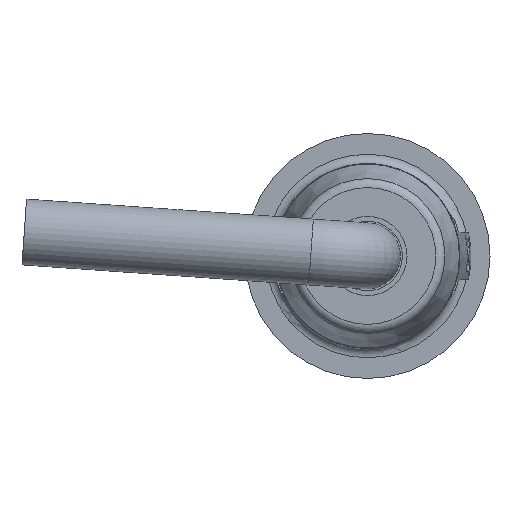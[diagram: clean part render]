
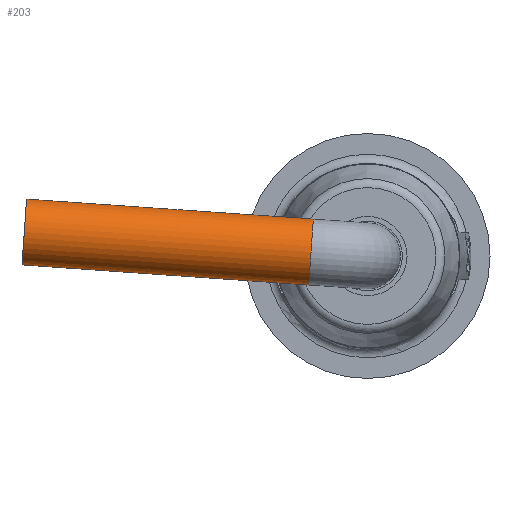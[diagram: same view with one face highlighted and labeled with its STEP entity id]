
A CAD part, front view. The second image highlights one B-rep face of the part: STEP entity #203.
In plain terms, the highlighted cylindrical face has radius 1.75 mm (diameter 3.5 mm), a full revolution.
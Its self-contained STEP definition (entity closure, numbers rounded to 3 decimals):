
#203=ADVANCED_FACE('',(#436,#437),#438,.T.);
#436=FACE_OUTER_BOUND('',#709,.T.);
#437=FACE_OUTER_BOUND('',#710,.T.);
#438=CYLINDRICAL_SURFACE('',#711,1.75);
#709=EDGE_LOOP('',(#1323));
#710=EDGE_LOOP('',(#1324));
#711=AXIS2_PLACEMENT_3D('',#1325,#1326,#1327);
#1323=ORIENTED_EDGE('',*,*,#1744,.F.);
#1324=ORIENTED_EDGE('',*,*,#1806,.T.);
#1325=CARTESIAN_POINT('',(-18.206,-26.851,1.272));
#1326=DIRECTION('',(0.998,0.,-0.07));
#1327=DIRECTION('',(0.,1.0,0.));
#1744=EDGE_CURVE('',#2047,#2047,#2048,.T.);
#1806=EDGE_CURVE('',#2137,#2137,#2138,.T.);
#2047=VERTEX_POINT('',#2870);
#2048=CIRCLE('',#2871,1.75);
#2137=VERTEX_POINT('',#3173);
#2138=CIRCLE('',#3174,1.75);
#2870=CARTESIAN_POINT('',(-18.206,-28.601,1.272));
#2871=AXIS2_PLACEMENT_3D('',#3472,#3473,#3474);
#3173=CARTESIAN_POINT('',(-2.993,-28.601,0.209));
#3174=AXIS2_PLACEMENT_3D('',#3532,#3533,#3534);
#3472=CARTESIAN_POINT('',(-18.206,-26.851,1.272));
#3473=DIRECTION('',(-0.998,0.,0.07));
#3474=DIRECTION('',(0.,-1.0,0.));
#3532=CARTESIAN_POINT('',(-2.993,-26.851,0.209));
#3533=DIRECTION('',(-0.998,0.,0.07));
#3534=DIRECTION('',(0.,-1.0,0.));
